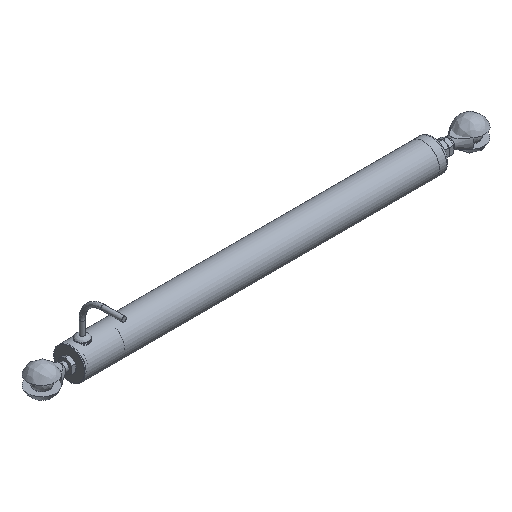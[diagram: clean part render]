
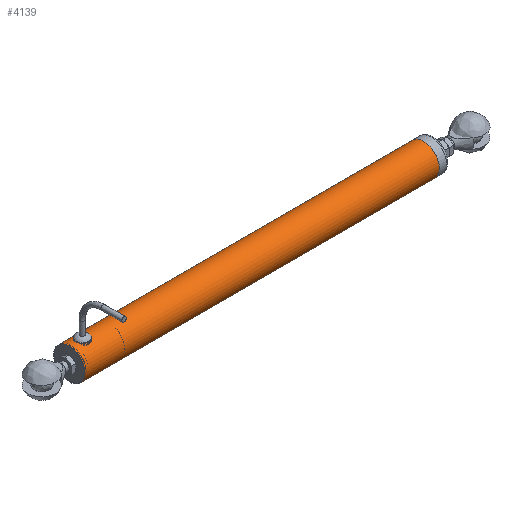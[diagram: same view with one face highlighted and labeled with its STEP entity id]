
A CAD part, isometric view. The second image highlights one B-rep face of the part: STEP entity #4139.
In plain terms, the highlighted cylindrical face has radius 9.525 mm (diameter 19.05 mm), a full revolution.
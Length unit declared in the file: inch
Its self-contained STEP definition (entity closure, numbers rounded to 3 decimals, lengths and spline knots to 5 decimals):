
#9 = FACE_OUTER_BOUND ( 'NONE', #973, .T. ) ;
#13 = CARTESIAN_POINT ( 'NONE',  ( 0.21863, -0.01248, 0.37484 ) ) ;
#117 = B_SPLINE_CURVE_WITH_KNOTS ( 'NONE', 3,
 ( #948, #997, #3704, #4524, #164, #4938, #616, #1732, #596, #3357, #1019, #1383, #2189, #241, #4986, #1805, #3384, #4963, #1408, #2986, #2602, #4183, #1832, #3409, #1432, #2735, #2295, #13, #398, #3547, #3095, #3042, #1853, #1158, #1571, #2345, #4655, #3126, #1099, #3878, #3822, #694, #1490, #3153, #1935, #2678, #3932, #1910, #1884, #3906, #4235, #3438, #345, #1073, #2264, #1516, #4741, #3467 ),
 .UNSPECIFIED., .T., .F.,
 ( 4, 2, 2, 2, 2, 2, 2, 2, 2, 2, 2, 2, 2, 2, 2, 2, 2, 2, 2, 2, 2, 2, 2, 2, 2, 2, 2, 2, 4 ),
 ( 0., 0.00047, 0.00094, 0.0014, 0.00187, 0.00281, 0.00328, 0.00375, 0.00421, 0.00468, 0.00562, 0.00609, 0.00656, 0.00702, 0.00749, 0.00796, 0.00843, 0.0089, 0.00937, 0.0103, 0.01077, 0.01124, 0.01171, 0.01217, 0.01311, 0.01358, 0.01405, 0.01452, 0.01498 ),
 .UNSPECIFIED. ) ;
#164 = CARTESIAN_POINT ( 'NONE',  ( 0.40116, -0.03039, 0.37381 ) ) ;
#241 = CARTESIAN_POINT ( 'NONE',  ( 0.32436, -0.09339, 0.36319 ) ) ;
#242 = AXIS2_PLACEMENT_3D ( 'NONE', #2755, #2420, #2783 ) ;
#345 = CARTESIAN_POINT ( 'NONE',  ( 0.39643, 0.04178, 0.37271 ) ) ;
#398 = CARTESIAN_POINT ( 'NONE',  ( 0.218, -0.00624, 0.375 ) ) ;
#503 = AXIS2_PLACEMENT_3D ( 'NONE', #2422, #4005, #1672 ) ;
#596 = CARTESIAN_POINT ( 'NONE',  ( 0.38278, -0.06216, 0.36984 ) ) ;
#616 = CARTESIAN_POINT ( 'NONE',  ( 0.39355, -0.04715, 0.37206 ) ) ;
#694 = CARTESIAN_POINT ( 'NONE',  ( 0.29964, 0.09339, 0.36319 ) ) ;
#728 = EDGE_CURVE ( 'NONE', #4436, #4436, #117, .T. ) ;
#924 = DIRECTION ( 'NONE',  ( 1., 0., 0. ) ) ;
#948 = CARTESIAN_POINT ( 'NONE',  ( 0.406, 0., 0.375 ) ) ;
#973 = EDGE_LOOP ( 'NONE', ( #5092 ) ) ;
#997 = CARTESIAN_POINT ( 'NONE',  ( 0.406, -0.00624, 0.375 ) ) ;
#1019 = CARTESIAN_POINT ( 'NONE',  ( 0.35939, -0.0821, 0.36594 ) ) ;
#1044 = FACE_OUTER_BOUND ( 'NONE', #4928, .T. ) ;
#1073 = CARTESIAN_POINT ( 'NONE',  ( 0.40115, 0.03044, 0.37381 ) ) ;
#1099 = CARTESIAN_POINT ( 'NONE',  ( 0.26461, 0.0821, 0.36594 ) ) ;
#1158 = CARTESIAN_POINT ( 'NONE',  ( 0.22756, 0.04176, 0.37271 ) ) ;
#1383 = CARTESIAN_POINT ( 'NONE',  ( 0.34245, -0.08914, 0.36426 ) ) ;
#1408 = CARTESIAN_POINT ( 'NONE',  ( 0.28173, -0.08921, 0.36424 ) ) ;
#1432 = CARTESIAN_POINT ( 'NONE',  ( 0.22757, -0.04178, 0.37271 ) ) ;
#1490 = CARTESIAN_POINT ( 'NONE',  ( 0.30576, 0.09399, 0.36303 ) ) ;
#1516 = CARTESIAN_POINT ( 'NONE',  ( 0.40537, 0.01248, 0.37484 ) ) ;
#1571 = CARTESIAN_POINT ( 'NONE',  ( 0.23045, 0.04715, 0.37206 ) ) ;
#1672 = DIRECTION ( 'NONE',  ( 0., 0., 1. ) ) ;
#1732 = CARTESIAN_POINT ( 'NONE',  ( 0.38673, -0.05735, 0.37062 ) ) ;
#1738 = VERTEX_POINT ( 'NONE', #4800 ) ;
#1805 = CARTESIAN_POINT ( 'NONE',  ( 0.30593, -0.09401, 0.36303 ) ) ;
#1832 = CARTESIAN_POINT ( 'NONE',  ( 0.23734, -0.05744, 0.37061 ) ) ;
#1853 = CARTESIAN_POINT ( 'NONE',  ( 0.22283, 0.03039, 0.37381 ) ) ;
#1884 = CARTESIAN_POINT ( 'NONE',  ( 0.36972, 0.0752, 0.36749 ) ) ;
#1910 = CARTESIAN_POINT ( 'NONE',  ( 0.35939, 0.08212, 0.36593 ) ) ;
#1935 = CARTESIAN_POINT ( 'NONE',  ( 0.32433, 0.09339, 0.36319 ) ) ;
#2189 = CARTESIAN_POINT ( 'NONE',  ( 0.3365, -0.09096, 0.3638 ) ) ;
#2264 = CARTESIAN_POINT ( 'NONE',  ( 0.40294, 0.02458, 0.37424 ) ) ;
#2295 = CARTESIAN_POINT ( 'NONE',  ( 0.22106, -0.02458, 0.37424 ) ) ;
#2345 = CARTESIAN_POINT ( 'NONE',  ( 0.23727, 0.05735, 0.37063 ) ) ;
#2388 = VERTEX_POINT ( 'NONE', #3190 ) ;
#2391 = CARTESIAN_POINT ( 'NONE',  ( 0.406, 0., 0.375 ) ) ;
#2420 = DIRECTION ( 'NONE',  ( -1., 0., 0. ) ) ;
#2422 = CARTESIAN_POINT ( 'NONE',  ( 8.5, 0., 0. ) ) ;
#2531 = AXIS2_PLACEMENT_3D ( 'NONE', #2909, #924, #4426 ) ;
#2602 = CARTESIAN_POINT ( 'NONE',  ( 0.25428, -0.07521, 0.36749 ) ) ;
#2678 = CARTESIAN_POINT ( 'NONE',  ( 0.3364, 0.09099, 0.3638 ) ) ;
#2701 = CIRCLE ( 'NONE', #2531, 0.375 ) ;
#2735 = CARTESIAN_POINT ( 'NONE',  ( 0.22285, -0.03044, 0.37381 ) ) ;
#2755 = CARTESIAN_POINT ( 'NONE',  ( -0.30158, 0., 0. ) ) ;
#2783 = DIRECTION ( 'NONE',  ( 0., 0., 1. ) ) ;
#2808 = CYLINDRICAL_SURFACE ( 'NONE', #242, 0.375 ) ;
#2830 = EDGE_LOOP ( 'NONE', ( #2971 ) ) ;
#2909 = CARTESIAN_POINT ( 'NONE',  ( 0., 0., 0. ) ) ;
#2959 = EDGE_CURVE ( 'NONE', #2388, #2388, #2701, .T. ) ;
#2971 = ORIENTED_EDGE ( 'NONE', *, *, #728, .T. ) ;
#2986 = CARTESIAN_POINT ( 'NONE',  ( 0.26461, -0.08212, 0.36593 ) ) ;
#3042 = CARTESIAN_POINT ( 'NONE',  ( 0.22102, 0.0244, 0.37425 ) ) ;
#3095 = CARTESIAN_POINT ( 'NONE',  ( 0.21861, 0.01236, 0.37484 ) ) ;
#3126 = CARTESIAN_POINT ( 'NONE',  ( 0.25417, 0.0751, 0.36751 ) ) ;
#3153 = CARTESIAN_POINT ( 'NONE',  ( 0.31807, 0.09401, 0.36303 ) ) ;
#3190 = CARTESIAN_POINT ( 'NONE',  ( 0., 0., 0.375 ) ) ;
#3357 = CARTESIAN_POINT ( 'NONE',  ( 0.36983, -0.0751, 0.36751 ) ) ;
#3384 = CARTESIAN_POINT ( 'NONE',  ( 0.29967, -0.09339, 0.36319 ) ) ;
#3409 = CARTESIAN_POINT ( 'NONE',  ( 0.23053, -0.04728, 0.37204 ) ) ;
#3438 = CARTESIAN_POINT ( 'NONE',  ( 0.39347, 0.04728, 0.37204 ) ) ;
#3467 = CARTESIAN_POINT ( 'NONE',  ( 0.406, 0., 0.375 ) ) ;
#3547 = CARTESIAN_POINT ( 'NONE',  ( 0.218, 0.00623, 0.375 ) ) ;
#3554 = CIRCLE ( 'NONE', #503, 0.375 ) ;
#3704 = CARTESIAN_POINT ( 'NONE',  ( 0.40539, -0.01236, 0.37484 ) ) ;
#3822 = CARTESIAN_POINT ( 'NONE',  ( 0.2875, 0.09096, 0.3638 ) ) ;
#3861 = ORIENTED_EDGE ( 'NONE', *, *, #2959, .T. ) ;
#3878 = CARTESIAN_POINT ( 'NONE',  ( 0.28155, 0.08914, 0.36426 ) ) ;
#3906 = CARTESIAN_POINT ( 'NONE',  ( 0.38279, 0.06215, 0.36984 ) ) ;
#3932 = CARTESIAN_POINT ( 'NONE',  ( 0.34227, 0.08921, 0.36424 ) ) ;
#4005 = DIRECTION ( 'NONE',  ( -1., 0., 0. ) ) ;
#4139 = ADVANCED_FACE ( 'NONE', ( #9, #4597, #1044 ), #2808, .T. ) ;
#4183 = CARTESIAN_POINT ( 'NONE',  ( 0.24121, -0.06215, 0.36984 ) ) ;
#4235 = CARTESIAN_POINT ( 'NONE',  ( 0.38666, 0.05744, 0.37061 ) ) ;
#4426 = DIRECTION ( 'NONE',  ( 0., 0., 1. ) ) ;
#4436 = VERTEX_POINT ( 'NONE', #2391 ) ;
#4524 = CARTESIAN_POINT ( 'NONE',  ( 0.40298, -0.02441, 0.37425 ) ) ;
#4597 = FACE_BOUND ( 'NONE', #2830, .T. ) ;
#4655 = CARTESIAN_POINT ( 'NONE',  ( 0.24122, 0.06215, 0.36984 ) ) ;
#4741 = CARTESIAN_POINT ( 'NONE',  ( 0.406, 0.00624, 0.375 ) ) ;
#4800 = CARTESIAN_POINT ( 'NONE',  ( 8.5, 0., 0.375 ) ) ;
#4928 = EDGE_LOOP ( 'NONE', ( #3861 ) ) ;
#4938 = CARTESIAN_POINT ( 'NONE',  ( 0.39644, -0.04176, 0.37271 ) ) ;
#4963 = CARTESIAN_POINT ( 'NONE',  ( 0.2876, -0.09099, 0.3638 ) ) ;
#4986 = CARTESIAN_POINT ( 'NONE',  ( 0.31824, -0.09399, 0.36303 ) ) ;
#5026 = EDGE_CURVE ( 'NONE', #1738, #1738, #3554, .T. ) ;
#5092 = ORIENTED_EDGE ( 'NONE', *, *, #5026, .T. ) ;
